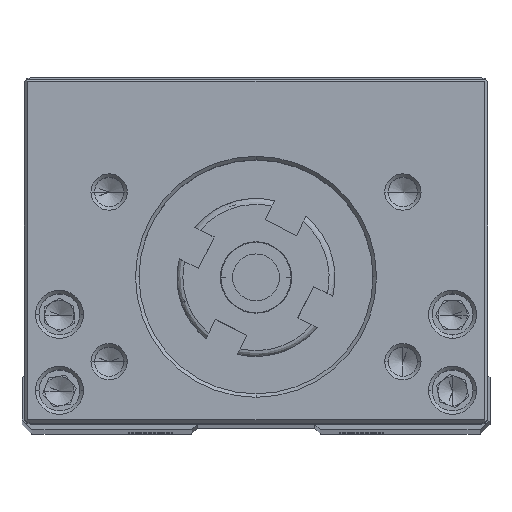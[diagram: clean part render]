
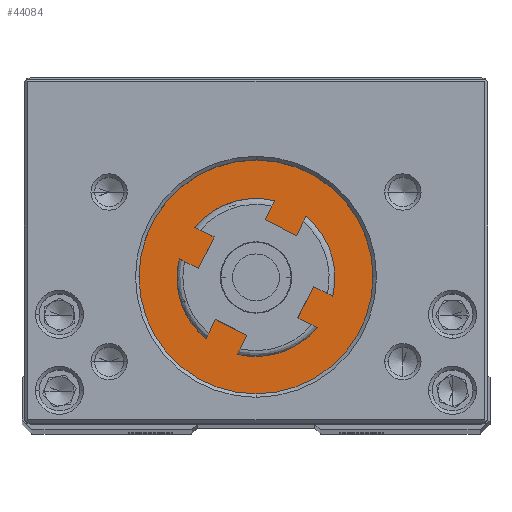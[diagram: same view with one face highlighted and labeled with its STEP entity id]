
A CAD part, top view. The second image highlights one B-rep face of the part: STEP entity #44084.
In plain terms, the highlighted planar face has unit normal (0, 0, 1).
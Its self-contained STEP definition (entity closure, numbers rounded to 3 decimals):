
#512 = FACE_BOUND ( 'NONE', #80429, .T. ) ;
#698 = LINE ( 'NONE', #66513, #58629 ) ;
#1510 = EDGE_CURVE ( 'NONE', #28962, #85716, #36338, .T. ) ;
#2217 = LINE ( 'NONE', #93513, #14157 ) ;
#2754 = DIRECTION ( 'NONE',  ( -1., 0., 0. ) ) ;
#3129 = CARTESIAN_POINT ( 'NONE',  ( 11.3, 16., 212. ) ) ;
#3246 = EDGE_CURVE ( 'NONE', #27324, #10542, #26991, .T. ) ;
#3457 = LINE ( 'NONE', #35059, #43089 ) ;
#3493 = CARTESIAN_POINT ( 'NONE',  ( 11.168, 16., 212. ) ) ;
#4330 = VERTEX_POINT ( 'NONE', #70585 ) ;
#7673 = CARTESIAN_POINT ( 'NONE',  ( -10.854, 15.762, 212. ) ) ;
#10542 = VERTEX_POINT ( 'NONE', #96731 ) ;
#11760 = DIRECTION ( 'NONE',  ( 1., 0., 0. ) ) ;
#11895 = AXIS2_PLACEMENT_3D ( 'NONE', #30662, #107524, #90609 ) ;
#12527 = VERTEX_POINT ( 'NONE', #77464 ) ;
#12541 = ORIENTED_EDGE ( 'NONE', *, *, #3246, .T. ) ;
#14157 = VECTOR ( 'NONE', #24742, 1000. ) ;
#15428 = CARTESIAN_POINT ( 'NONE',  ( 4.75, 13.5, 212. ) ) ;
#16043 = ORIENTED_EDGE ( 'NONE', *, *, #19961, .F. ) ;
#17583 = CARTESIAN_POINT ( 'NONE',  ( 0., 13.5, 212. ) ) ;
#17907 = LINE ( 'NONE', #35966, #107477 ) ;
#18548 = CARTESIAN_POINT ( 'NONE',  ( 13.8, 11., 212. ) ) ;
#19167 = ORIENTED_EDGE ( 'NONE', *, *, #28976, .T. ) ;
#19961 = EDGE_CURVE ( 'NONE', #53049, #79222, #2217, .T. ) ;
#20341 = VERTEX_POINT ( 'NONE', #96017 ) ;
#21746 = FACE_OUTER_BOUND ( 'NONE', #105059, .T. ) ;
#21774 = VERTEX_POINT ( 'NONE', #31282 ) ;
#22157 = EDGE_CURVE ( 'NONE', #71774, #85345, #82523, .T. ) ;
#22884 = CARTESIAN_POINT ( 'NONE',  ( 10.8, 19., 212. ) ) ;
#23851 = DIRECTION ( 'NONE',  ( 0., 1., 0. ) ) ;
#24010 = VERTEX_POINT ( 'NONE', #58574 ) ;
#24107 = CIRCLE ( 'NONE', #35770, 4.75 ) ;
#24304 = CARTESIAN_POINT ( 'NONE',  ( -11.168, 16., 212. ) ) ;
#24742 = DIRECTION ( 'NONE',  ( -1., 0., 0. ) ) ;
#24961 = CARTESIAN_POINT ( 'NONE',  ( 10.8, 15.5, 212. ) ) ;
#26233 = DIRECTION ( 'NONE',  ( -1., 0., 0. ) ) ;
#26991 = B_SPLINE_CURVE_WITH_KNOTS ( 'NONE', 3,
 ( #90922, #24304, #41652, #7673, #40562, #83116 ),
 .UNSPECIFIED., .F., .F.,
 ( 4, 2, 4 ),
 ( 0., 0., 0.001 ),
 .UNSPECIFIED. ) ;
#27324 = VERTEX_POINT ( 'NONE', #77091 ) ;
#28079 = DIRECTION ( 'NONE',  ( 0., 1., 0. ) ) ;
#28617 = CARTESIAN_POINT ( 'NONE',  ( 11.039, 15.946, 212. ) ) ;
#28962 = VERTEX_POINT ( 'NONE', #58252 ) ;
#28976 = EDGE_CURVE ( 'NONE', #10542, #20341, #35506, .T. ) ;
#30662 = CARTESIAN_POINT ( 'NONE',  ( 0., 13.5, 212. ) ) ;
#31282 = CARTESIAN_POINT ( 'NONE',  ( -11.8, 30., 212. ) ) ;
#33789 = CARTESIAN_POINT ( 'NONE',  ( 13.8, 11., 212. ) ) ;
#34188 = ORIENTED_EDGE ( 'NONE', *, *, #52881, .T. ) ;
#34277 = ORIENTED_EDGE ( 'NONE', *, *, #41525, .F. ) ;
#35059 = CARTESIAN_POINT ( 'NONE',  ( -11.8, 11., 212. ) ) ;
#35506 = LINE ( 'NONE', #66665, #71095 ) ;
#35770 = AXIS2_PLACEMENT_3D ( 'NONE', #105849, #38929, #70917 ) ;
#35966 = CARTESIAN_POINT ( 'NONE',  ( 13.8, 16., 212. ) ) ;
#36324 = CARTESIAN_POINT ( 'NONE',  ( 10.854, 15.762, 212. ) ) ;
#36338 = B_SPLINE_CURVE_WITH_KNOTS ( 'NONE', 3,
 ( #3129, #3493, #28617, #36324, #53300, #62444 ),
 .UNSPECIFIED., .F., .F.,
 ( 4, 2, 4 ),
 ( 0., 0., 0.001 ),
 .UNSPECIFIED. ) ;
#36984 = DIRECTION ( 'NONE',  ( -1., 0., 0. ) ) ;
#37182 = CIRCLE ( 'NONE', #11895, 10.5 ) ;
#37846 = ORIENTED_EDGE ( 'NONE', *, *, #22157, .F. ) ;
#38288 = CARTESIAN_POINT ( 'NONE',  ( -4.75, 13.5, 212. ) ) ;
#38929 = DIRECTION ( 'NONE',  ( 0., 0., 1. ) ) ;
#40562 = CARTESIAN_POINT ( 'NONE',  ( -10.8, 15.632, 212. ) ) ;
#41525 = EDGE_CURVE ( 'NONE', #27324, #12527, #49841, .T. ) ;
#41652 = CARTESIAN_POINT ( 'NONE',  ( -11.039, 15.946, 212. ) ) ;
#43089 = VECTOR ( 'NONE', #28079, 1000. ) ;
#43755 = LINE ( 'NONE', #33789, #55572 ) ;
#44084 = ADVANCED_FACE ( 'NONE', ( #512, #21746 ), #86989, .F. ) ;
#49802 = EDGE_CURVE ( 'NONE', #24010, #28962, #17907, .T. ) ;
#49841 = LINE ( 'NONE', #50924, #69464 ) ;
#50533 = DIRECTION ( 'NONE',  ( 0., -1., 0. ) ) ;
#50718 = ORIENTED_EDGE ( 'NONE', *, *, #61059, .F. ) ;
#50924 = CARTESIAN_POINT ( 'NONE',  ( 13.8, 16., 212. ) ) ;
#51251 = ORIENTED_EDGE ( 'NONE', *, *, #105323, .F. ) ;
#51567 = ORIENTED_EDGE ( 'NONE', *, *, #100013, .F. ) ;
#52038 = EDGE_CURVE ( 'NONE', #53049, #85716, #62395, .T. ) ;
#52188 = DIRECTION ( 'NONE',  ( 0., 0., 1. ) ) ;
#52881 = EDGE_CURVE ( 'NONE', #24010, #4330, #698, .T. ) ;
#53049 = VERTEX_POINT ( 'NONE', #91562 ) ;
#53300 = CARTESIAN_POINT ( 'NONE',  ( 10.8, 15.632, 212. ) ) ;
#55209 = ORIENTED_EDGE ( 'NONE', *, *, #52038, .T. ) ;
#55342 = CARTESIAN_POINT ( 'NONE',  ( -10.198, 11., 212. ) ) ;
#55572 = VECTOR ( 'NONE', #93014, 1000. ) ;
#55750 = ORIENTED_EDGE ( 'NONE', *, *, #98966, .F. ) ;
#58252 = CARTESIAN_POINT ( 'NONE',  ( 11.3, 16., 212. ) ) ;
#58574 = CARTESIAN_POINT ( 'NONE',  ( 11.8, 16., 212. ) ) ;
#58629 = VECTOR ( 'NONE', #23851, 1000. ) ;
#58739 = LINE ( 'NONE', #96035, #83664 ) ;
#61059 = EDGE_CURVE ( 'NONE', #12527, #21774, #3457, .T. ) ;
#61606 = DIRECTION ( 'NONE',  ( 0., 0., -1. ) ) ;
#62395 = LINE ( 'NONE', #22884, #71589 ) ;
#62444 = CARTESIAN_POINT ( 'NONE',  ( 10.8, 15.5, 212. ) ) ;
#65191 = DIRECTION ( 'NONE',  ( 0., 1., 0. ) ) ;
#66513 = CARTESIAN_POINT ( 'NONE',  ( 11.8, 11., 212. ) ) ;
#66665 = CARTESIAN_POINT ( 'NONE',  ( -10.8, 19., 212. ) ) ;
#69053 = DIRECTION ( 'NONE',  ( -1., 0., 0. ) ) ;
#69464 = VECTOR ( 'NONE', #26233, 1000. ) ;
#70585 = CARTESIAN_POINT ( 'NONE',  ( 11.8, 30., 212. ) ) ;
#70917 = DIRECTION ( 'NONE',  ( -1., 0., 0. ) ) ;
#71095 = VECTOR ( 'NONE', #50533, 1000. ) ;
#71589 = VECTOR ( 'NONE', #65191, 1000. ) ;
#71774 = VERTEX_POINT ( 'NONE', #15428 ) ;
#75577 = CARTESIAN_POINT ( 'NONE',  ( 10.198, 11., 212. ) ) ;
#77091 = CARTESIAN_POINT ( 'NONE',  ( -11.3, 16., 212. ) ) ;
#77464 = CARTESIAN_POINT ( 'NONE',  ( -11.8, 16., 212. ) ) ;
#79222 = VERTEX_POINT ( 'NONE', #75577 ) ;
#80429 = EDGE_LOOP ( 'NONE', ( #51567, #37846 ) ) ;
#82523 = CIRCLE ( 'NONE', #86541, 4.75 ) ;
#83116 = CARTESIAN_POINT ( 'NONE',  ( -10.8, 15.5, 212. ) ) ;
#83664 = VECTOR ( 'NONE', #11760, 1000. ) ;
#85345 = VERTEX_POINT ( 'NONE', #38288 ) ;
#85716 = VERTEX_POINT ( 'NONE', #24961 ) ;
#86541 = AXIS2_PLACEMENT_3D ( 'NONE', #17583, #52188, #69053 ) ;
#86989 = PLANE ( 'NONE',  #103745 ) ;
#88281 = VERTEX_POINT ( 'NONE', #55342 ) ;
#88427 = EDGE_CURVE ( 'NONE', #88281, #79222, #37182, .T. ) ;
#90609 = DIRECTION ( 'NONE',  ( 1., 0., 0. ) ) ;
#90922 = CARTESIAN_POINT ( 'NONE',  ( -11.3, 16., 212. ) ) ;
#91203 = ORIENTED_EDGE ( 'NONE', *, *, #1510, .F. ) ;
#91562 = CARTESIAN_POINT ( 'NONE',  ( 10.8, 11., 212. ) ) ;
#93014 = DIRECTION ( 'NONE',  ( -1., 0., 0. ) ) ;
#93513 = CARTESIAN_POINT ( 'NONE',  ( 13.8, 11., 212. ) ) ;
#96017 = CARTESIAN_POINT ( 'NONE',  ( -10.8, 11., 212. ) ) ;
#96035 = CARTESIAN_POINT ( 'NONE',  ( 13.8, 30., 212. ) ) ;
#96731 = CARTESIAN_POINT ( 'NONE',  ( -10.8, 15.5, 212. ) ) ;
#98966 = EDGE_CURVE ( 'NONE', #21774, #4330, #58739, .T. ) ;
#100013 = EDGE_CURVE ( 'NONE', #85345, #71774, #24107, .T. ) ;
#101081 = ORIENTED_EDGE ( 'NONE', *, *, #49802, .F. ) ;
#102231 = ORIENTED_EDGE ( 'NONE', *, *, #88427, .T. ) ;
#103745 = AXIS2_PLACEMENT_3D ( 'NONE', #18548, #61606, #36984 ) ;
#105059 = EDGE_LOOP ( 'NONE', ( #34188, #55750, #50718, #34277, #12541, #19167, #51251, #102231, #16043, #55209, #91203, #101081 ) ) ;
#105323 = EDGE_CURVE ( 'NONE', #88281, #20341, #43755, .T. ) ;
#105849 = CARTESIAN_POINT ( 'NONE',  ( 0., 13.5, 212. ) ) ;
#107477 = VECTOR ( 'NONE', #2754, 1000. ) ;
#107524 = DIRECTION ( 'NONE',  ( 0., 0., 1. ) ) ;
